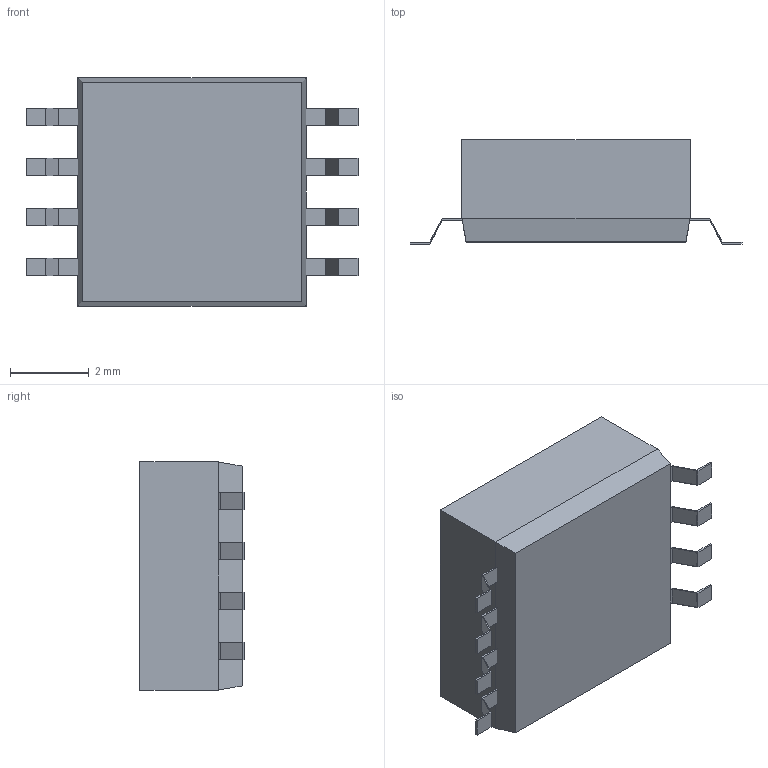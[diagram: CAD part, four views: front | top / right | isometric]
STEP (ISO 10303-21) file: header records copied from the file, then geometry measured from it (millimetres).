
FILE_DESCRIPTION (( 'STEP AP214' ), '1' );
FILE_NAME ('218-4LPSTRF.STEP', '2023-08-09T07:21:27', ( '' ), ( '' ), 'SwSTEP 2.0', 'SolidWorks 2021', '' );
FILE_SCHEMA (( 'AUTOMOTIVE_DESIGN' ));
Length unit declared in the file: millimetre
Products named in the file (1): 218-4LPSTRF
Bounding box: 8.44 x 2.65 x 5.8 mm (x, y, z)
Volume: 86.3 mm3; surface area: 142.3 mm2
Topology: 9 solids, 9 shells, 110 faces, 260 edges, 172 vertices
Faces by surface type: plane 110
Entity records: 4408 total; most frequent: CARTESIAN_POINT 543, ORIENTED_EDGE 520, DIRECTION 482, LINE 260, VECTOR 260, EDGE_CURVE 260, VERTEX_POINT 172, UNCERTAINTY_MEASURE_WITH_UNIT 121
